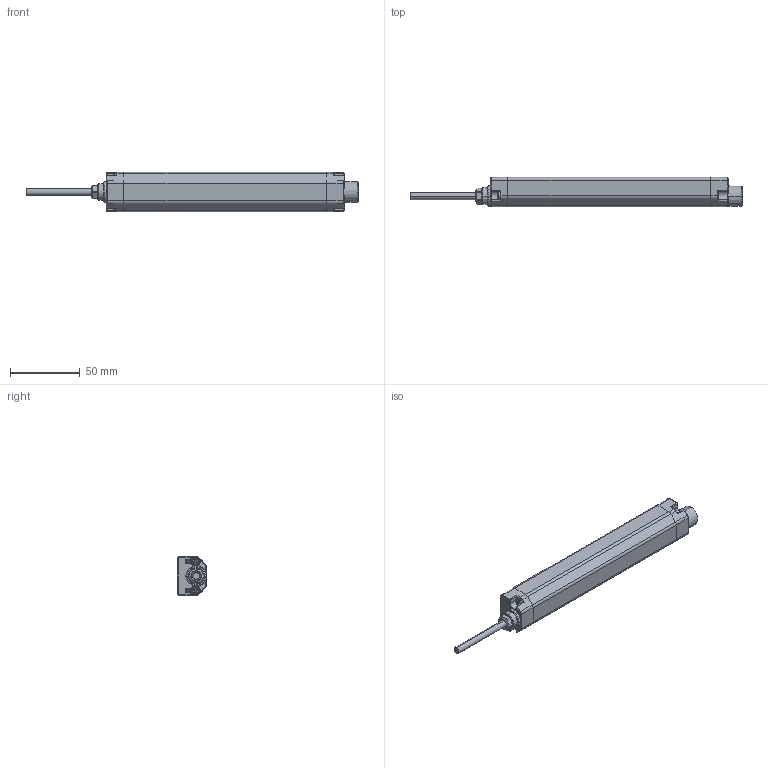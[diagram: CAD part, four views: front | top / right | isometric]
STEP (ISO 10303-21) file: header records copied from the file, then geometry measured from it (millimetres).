
FILE_DESCRIPTION((''),'2;1');
FILE_NAME('157888_ASM','2016-06-14T',('PDMAdmin'),(''),'PRO/ENGINEER BY PARAMETRIC TECHNOLOGY CORPORATION, 2016010','PRO/ENGINEER BY PARAMETRIC TECHNOLOGY CORPORATION, 2016010','');
FILE_SCHEMA(('CONFIG_CONTROL_DESIGN'));
Products named in the file (18): 154026_AF1; 139151_145MM; 156547; 153168; CABLE_190; 153169; 114466; 156545_AF1; 145997_HSG_AF1; 306-00249_AF4; 306-00249_AF5; 306-00249_AF6; 306-00249_AF7; 307-00176_AF1; 145997_AF1_ASM; 156555_AF32_ASM; 156997; 157888_ASM
Assembly tree (19 placements, depth 4):
  157888_ASM
    154026_AF1
    139151_145MM  x2
    156547
    153168
    CABLE_190
    153169
    114466  x2
    156555_AF32_ASM
      156545_AF1
      145997_AF1_ASM
        145997_HSG_AF1
        306-00249_AF4
        306-00249_AF5
        306-00249_AF6
        306-00249_AF7
        307-00176_AF1
    156997
Bounding box: 237.5 x 20.99 x 28 mm (x, y, z)
Volume: 44183 mm3; surface area: 52242.9 mm2
Topology: 17 solids, 22 shells, 1521 faces, 3955 edges, 2494 vertices
Faces by surface type: plane 566, cylinder 495, bspline 170, cone 165, torus 107, sphere 18
Entity records: 56659 total; most frequent: CARTESIAN_POINT 24097, ORIENTED_EDGE 6900, DIRECTION 6637, EDGE_CURVE 3460, AXIS2_PLACEMENT_3D 2503, VERTEX_POINT 2173, VECTOR 1631, LINE 1631
